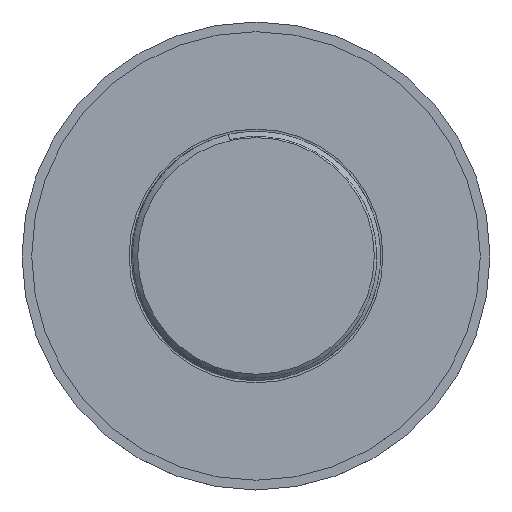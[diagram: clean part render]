
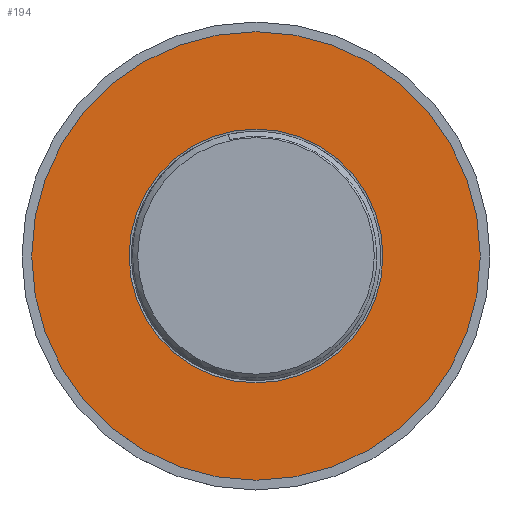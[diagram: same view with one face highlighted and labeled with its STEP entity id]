
A CAD part, top view. The second image highlights one B-rep face of the part: STEP entity #194.
In plain terms, the highlighted planar face has unit normal (0, 0, 1).
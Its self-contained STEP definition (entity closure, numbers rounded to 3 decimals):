
#16=FACE_BOUND('',#65,.T.);
#35=PLANE('',#237);
#49=FACE_OUTER_BOUND('',#64,.T.);
#64=EDGE_LOOP('',(#173));
#65=EDGE_LOOP('',(#174));
#83=CIRCLE('',#225,71.849);
#86=CIRCLE('',#231,127.);
#100=VERTEX_POINT('',#1836);
#102=VERTEX_POINT('',#1845);
#120=EDGE_CURVE('',#100,#100,#83,.T.);
#124=EDGE_CURVE('',#102,#102,#86,.T.);
#173=ORIENTED_EDGE('',*,*,#124,.T.);
#174=ORIENTED_EDGE('',*,*,#120,.T.);
#194=ADVANCED_FACE('',(#49,#16),#35,.T.);
#225=AXIS2_PLACEMENT_3D('',#1837,#261,#262);
#231=AXIS2_PLACEMENT_3D('',#1846,#274,#275);
#237=AXIS2_PLACEMENT_3D('',#1857,#288,#289);
#261=DIRECTION('center_axis',(0.,0.,-1.));
#262=DIRECTION('ref_axis',(-1.,0.,0.));
#274=DIRECTION('center_axis',(0.,0.,1.));
#275=DIRECTION('ref_axis',(-1.,0.,0.));
#288=DIRECTION('center_axis',(0.,0.,1.));
#289=DIRECTION('ref_axis',(1.,0.,0.));
#1836=CARTESIAN_POINT('',(71.849,0.,10.));
#1837=CARTESIAN_POINT('Origin',(0.,0.,10.));
#1845=CARTESIAN_POINT('',(127.,0.,10.));
#1846=CARTESIAN_POINT('Origin',(0.,0.,10.));
#1857=CARTESIAN_POINT('Origin',(0.,0.,10.));
